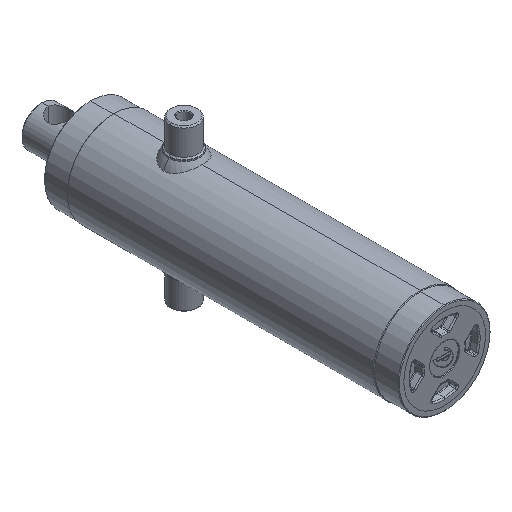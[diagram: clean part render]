
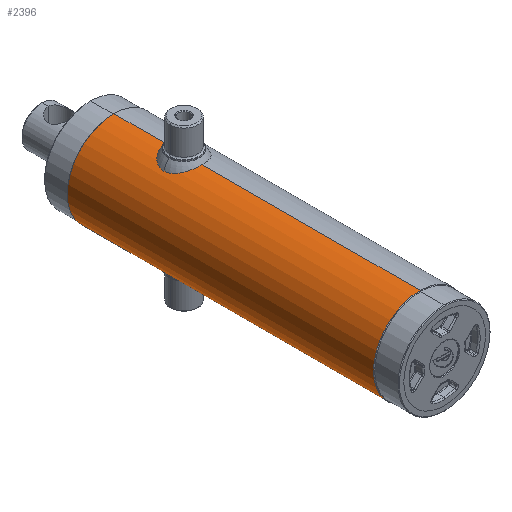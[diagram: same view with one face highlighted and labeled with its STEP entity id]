
A CAD part, isometric view. The second image highlights one B-rep face of the part: STEP entity #2396.
In plain terms, the highlighted cylindrical face has radius 75.75 mm (diameter 151.5 mm), a partial arc.
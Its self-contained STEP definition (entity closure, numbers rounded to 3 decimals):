
#118 = DIRECTION ( 'NONE',  ( 0., 0., 1. ) ) ;
#166 = CIRCLE ( 'NONE', #1058, 75.75 ) ;
#184 = DIRECTION ( 'NONE',  ( 0., 1., 0. ) ) ;
#238 = CARTESIAN_POINT ( 'NONE',  ( -4.516, 427.969, 75.616 ) ) ;
#272 = CARTESIAN_POINT ( 'NONE',  ( -5.8, 422.452, 75.528 ) ) ;
#284 = CARTESIAN_POINT ( 'NONE',  ( 0., 522.61, 0. ) ) ;
#303 = CARTESIAN_POINT ( 'NONE',  ( -1.942, 418.309, 75.726 ) ) ;
#367 = EDGE_LOOP ( 'NONE', ( #4479, #6154, #884, #4259, #7523, #3718 ) ) ;
#865 = CARTESIAN_POINT ( 'NONE',  ( 0., 40., -75.75 ) ) ;
#884 = ORIENTED_EDGE ( 'NONE', *, *, #6564, .T. ) ;
#937 = LINE ( 'NONE', #8276, #6438 ) ;
#950 = CARTESIAN_POINT ( 'NONE',  ( -5.206, 427.009, 75.571 ) ) ;
#983 = CARTESIAN_POINT ( 'NONE',  ( -5.62, 421.888, 75.541 ) ) ;
#1012 = CARTESIAN_POINT ( 'NONE',  ( -0.789, 418.039, 75.747 ) ) ;
#1019 = CARTESIAN_POINT ( 'NONE',  ( 0., 538., -75.75 ) ) ;
#1039 = CIRCLE ( 'NONE', #6211, 75.75 ) ;
#1058 = AXIS2_PLACEMENT_3D ( 'NONE', #2384, #3863, #1270 ) ;
#1238 = B_SPLINE_CURVE_WITH_KNOTS ( 'NONE', 3,
 ( #5203, #5927, #1651, #6656, #2367, #7393, #3084, #8110, #3807, #8826, #4519, #238, #5234, #950, #5963, #1678, #6696, #2403, #7428, #3114, #8148, #3842, #8859, #4552, #272, #5269, #983, #6000, #1716, #6729, #2434, #7464, #3150, #8175, #3875, #8889, #4580, #303, #5305, #1012, #6028, #1751 ),
 .UNSPECIFIED., .F., .F.,
 ( 4, 2, 2, 2, 2, 2, 2, 2, 2, 2, 2, 2, 2, 2, 2, 2, 2, 2, 2, 2, 4 ),
 ( 0.019, 0.02, 0.021, 0.021, 0.022, 0.023, 0.025, 0.026, 0.026, 0.027, 0.028, 0.029, 0.03, 0.03, 0.032, 0.033, 0.034, 0.035, 0.035, 0.036, 0.038 ),
 .UNSPECIFIED. ) ;
#1270 = DIRECTION ( 'NONE',  ( 0., 0., 1. ) ) ;
#1336 = EDGE_CURVE ( 'NONE', #8157, #3256, #8089, .T. ) ;
#1651 = CARTESIAN_POINT ( 'NONE',  ( -0.781, 429.962, 75.747 ) ) ;
#1678 = CARTESIAN_POINT ( 'NONE',  ( -5.616, 426.12, 75.542 ) ) ;
#1702 = VERTEX_POINT ( 'NONE', #8907 ) ;
#1716 = CARTESIAN_POINT ( 'NONE',  ( -5.21, 420.998, 75.571 ) ) ;
#1751 = CARTESIAN_POINT ( 'NONE',  ( 0., 418., 75.75 ) ) ;
#2071 = CARTESIAN_POINT ( 'NONE',  ( 0., 538., 75.75 ) ) ;
#2222 = VECTOR ( 'NONE', #5783, 1000. ) ;
#2367 = CARTESIAN_POINT ( 'NONE',  ( -1.554, 429.799, 75.734 ) ) ;
#2384 = CARTESIAN_POINT ( 'NONE',  ( 0., 40., 0. ) ) ;
#2396 = ADVANCED_FACE ( 'NONE', ( #6488 ), #9264, .T. ) ;
#2403 = CARTESIAN_POINT ( 'NONE',  ( -5.798, 425.556, 75.528 ) ) ;
#2434 = CARTESIAN_POINT ( 'NONE',  ( -4.522, 420.037, 75.615 ) ) ;
#2487 = CARTESIAN_POINT ( 'NONE',  ( 0., 522.61, -75.75 ) ) ;
#2550 = AXIS2_PLACEMENT_3D ( 'NONE', #284, #184, #118 ) ;
#2841 = EDGE_CURVE ( 'NONE', #3256, #8063, #1039, .T. ) ;
#3084 = CARTESIAN_POINT ( 'NONE',  ( -2.114, 429.619, 75.721 ) ) ;
#3114 = CARTESIAN_POINT ( 'NONE',  ( -5.961, 424.79, 75.515 ) ) ;
#3150 = CARTESIAN_POINT ( 'NONE',  ( -3.667, 419.235, 75.662 ) ) ;
#3216 = EDGE_CURVE ( 'NONE', #8157, #4146, #166, .T. ) ;
#3256 = VERTEX_POINT ( 'NONE', #1019 ) ;
#3718 = ORIENTED_EDGE ( 'NONE', *, *, #2841, .F. ) ;
#3807 = CARTESIAN_POINT ( 'NONE',  ( -3.004, 429.209, 75.691 ) ) ;
#3811 = CARTESIAN_POINT ( 'NONE',  ( 0., 430., 75.75 ) ) ;
#3842 = CARTESIAN_POINT ( 'NONE',  ( -6., 423.609, 75.512 ) ) ;
#3863 = DIRECTION ( 'NONE',  ( 0., 1., 0. ) ) ;
#3875 = CARTESIAN_POINT ( 'NONE',  ( -3.006, 418.804, 75.691 ) ) ;
#3972 = DIRECTION ( 'NONE',  ( 0., 1., 0. ) ) ;
#4146 = VERTEX_POINT ( 'NONE', #8843 ) ;
#4259 = ORIENTED_EDGE ( 'NONE', *, *, #8518, .F. ) ;
#4479 = ORIENTED_EDGE ( 'NONE', *, *, #1336, .F. ) ;
#4519 = CARTESIAN_POINT ( 'NONE',  ( -3.963, 428.522, 75.647 ) ) ;
#4552 = CARTESIAN_POINT ( 'NONE',  ( -5.848, 422.643, 75.524 ) ) ;
#4580 = CARTESIAN_POINT ( 'NONE',  ( -2.483, 418.534, 75.71 ) ) ;
#5037 = EDGE_CURVE ( 'NONE', #6409, #8063, #6279, .T. ) ;
#5203 = CARTESIAN_POINT ( 'NONE',  ( 0., 430., 75.75 ) ) ;
#5234 = CARTESIAN_POINT ( 'NONE',  ( -4.77, 427.661, 75.6 ) ) ;
#5269 = CARTESIAN_POINT ( 'NONE',  ( -5.686, 422.076, 75.536 ) ) ;
#5305 = CARTESIAN_POINT ( 'NONE',  ( -1.565, 418.194, 75.735 ) ) ;
#5783 = DIRECTION ( 'NONE',  ( 0., 1., 0. ) ) ;
#5927 = CARTESIAN_POINT ( 'NONE',  ( -0.392, 430., 75.75 ) ) ;
#5963 = CARTESIAN_POINT ( 'NONE',  ( -5.39, 426.665, 75.558 ) ) ;
#6000 = CARTESIAN_POINT ( 'NONE',  ( -5.394, 421.343, 75.558 ) ) ;
#6028 = CARTESIAN_POINT ( 'NONE',  ( -0.397, 418., 75.75 ) ) ;
#6154 = ORIENTED_EDGE ( 'NONE', *, *, #3216, .T. ) ;
#6211 = AXIS2_PLACEMENT_3D ( 'NONE', #6524, #6434, #6398 ) ;
#6279 = LINE ( 'NONE', #6909, #9202 ) ;
#6398 = DIRECTION ( 'NONE',  ( 0., 0., 1. ) ) ;
#6409 = VERTEX_POINT ( 'NONE', #3811 ) ;
#6434 = DIRECTION ( 'NONE',  ( 0., 1., 0. ) ) ;
#6438 = VECTOR ( 'NONE', #3972, 1000. ) ;
#6488 = FACE_OUTER_BOUND ( 'NONE', #367, .T. ) ;
#6524 = CARTESIAN_POINT ( 'NONE',  ( 0., 538., 0. ) ) ;
#6564 = EDGE_CURVE ( 'NONE', #4146, #1702, #937, .T. ) ;
#6656 = CARTESIAN_POINT ( 'NONE',  ( -1.361, 429.847, 75.738 ) ) ;
#6696 = CARTESIAN_POINT ( 'NONE',  ( -5.683, 425.933, 75.537 ) ) ;
#6729 = CARTESIAN_POINT ( 'NONE',  ( -4.775, 420.346, 75.6 ) ) ;
#6909 = CARTESIAN_POINT ( 'NONE',  ( 0., 522.61, 75.75 ) ) ;
#6959 = DIRECTION ( 'NONE',  ( 0., 1., 0. ) ) ;
#7393 = CARTESIAN_POINT ( 'NONE',  ( -1.93, 429.685, 75.726 ) ) ;
#7428 = CARTESIAN_POINT ( 'NONE',  ( -5.846, 425.366, 75.524 ) ) ;
#7464 = CARTESIAN_POINT ( 'NONE',  ( -3.969, 419.483, 75.646 ) ) ;
#7523 = ORIENTED_EDGE ( 'NONE', *, *, #5037, .T. ) ;
#8063 = VERTEX_POINT ( 'NONE', #2071 ) ;
#8089 = LINE ( 'NONE', #2487, #2222 ) ;
#8110 = CARTESIAN_POINT ( 'NONE',  ( -2.656, 429.394, 75.704 ) ) ;
#8148 = CARTESIAN_POINT ( 'NONE',  ( -6., 424.401, 75.512 ) ) ;
#8157 = VERTEX_POINT ( 'NONE', #865 ) ;
#8175 = CARTESIAN_POINT ( 'NONE',  ( -3.176, 418.906, 75.684 ) ) ;
#8276 = CARTESIAN_POINT ( 'NONE',  ( 0., 522.61, 75.75 ) ) ;
#8518 = EDGE_CURVE ( 'NONE', #6409, #1702, #1238, .T. ) ;
#8826 = CARTESIAN_POINT ( 'NONE',  ( -3.661, 428.77, 75.662 ) ) ;
#8843 = CARTESIAN_POINT ( 'NONE',  ( 0., 40., 75.75 ) ) ;
#8859 = CARTESIAN_POINT ( 'NONE',  ( -5.962, 423.218, 75.515 ) ) ;
#8889 = CARTESIAN_POINT ( 'NONE',  ( -2.66, 418.618, 75.703 ) ) ;
#8907 = CARTESIAN_POINT ( 'NONE',  ( 0., 418., 75.75 ) ) ;
#9202 = VECTOR ( 'NONE', #6959, 1000. ) ;
#9264 = CYLINDRICAL_SURFACE ( 'NONE', #2550, 75.75 ) ;
